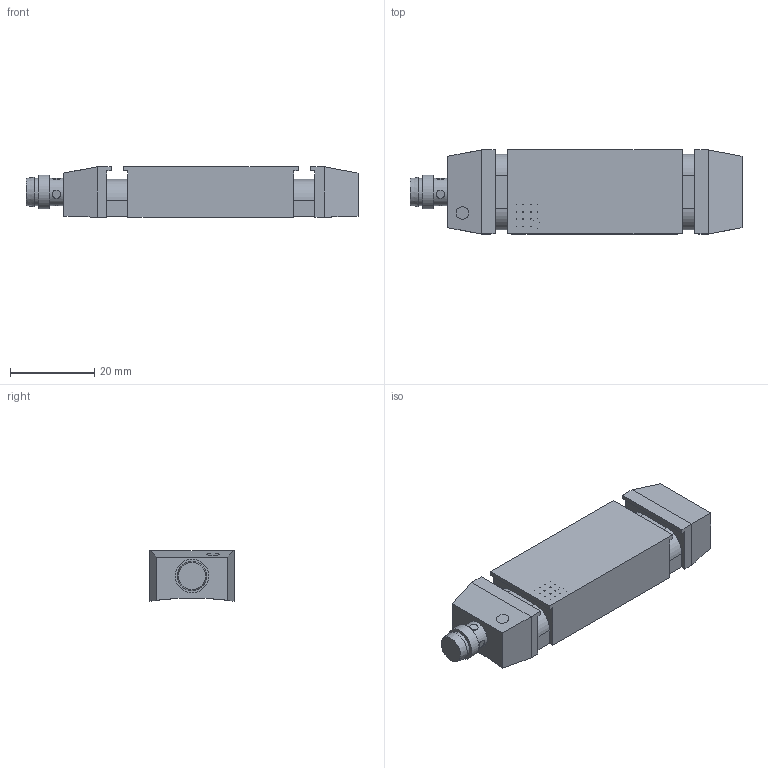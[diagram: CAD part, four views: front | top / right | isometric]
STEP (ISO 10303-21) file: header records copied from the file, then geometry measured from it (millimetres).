
FILE_DESCRIPTION((''),'2;1');
FILE_NAME('IS 70 PSK TSSL.stp','2008-06-09T09:06:32',('User'),(''),'Autodesk Inventor 10','Autodesk Inventor 10','');
FILE_SCHEMA(('AUTOMOTIVE_DESIGN { 1 0 10303 214 1 1 1 1 }'));
Length unit declared in the file: millimetre
Products named in the file (3): IS 70 P3K TSSL; IS 70; Steckeranschluß M8 mit LED
Assembly tree (2 placements, depth 2):
  IS 70 P3K TSSL
    IS 70
    Steckeranschluß M8 mit LED
Bounding box: 79 x 20 x 12 mm (x, y, z)
Volume: 15089.7 mm3; surface area: 5438.8 mm2
Topology: 2 solids, 2 shells, 158 faces, 389 edges, 258 vertices
Faces by surface type: plane 139, cylinder 18, cone 1
Full cylindrical faces by diameter (mm): 2 x1, 3 x1, 6.5 x2, 8 x1
Entity records: 4780 total; most frequent: CARTESIAN_POINT 971, ORIENTED_EDGE 764, DIRECTION 734, EDGE_CURVE 382, VECTOR 324, LINE 324, VERTEX_POINT 258, AXIS2_PLACEMENT_3D 205
